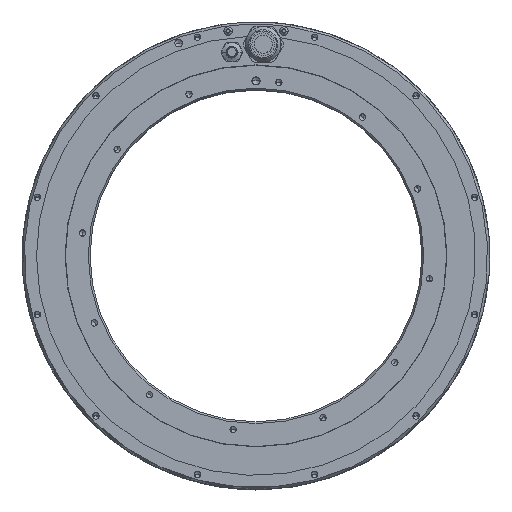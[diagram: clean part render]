
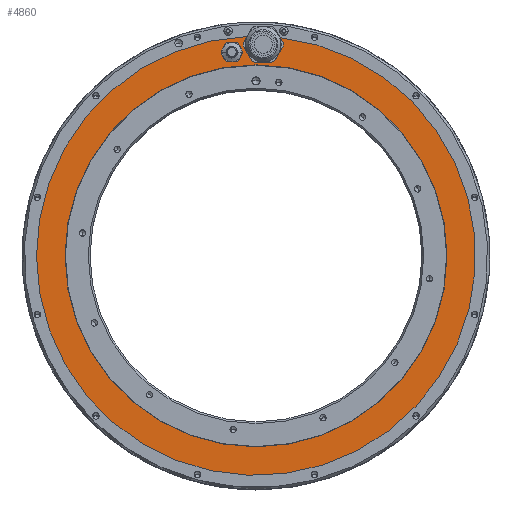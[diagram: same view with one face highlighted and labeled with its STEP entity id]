
A CAD part, top view. The second image highlights one B-rep face of the part: STEP entity #4860.
In plain terms, the highlighted planar face has unit normal (0, 0, 1).
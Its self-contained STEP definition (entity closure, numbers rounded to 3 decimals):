
#49=DIRECTION('',(0.5,-0.866,0.));
#50=VECTOR('',#49,3.137);
#51=CARTESIAN_POINT('',(-11.155,139.608,-0.15));
#52=LINE('',#51,#50);
#53=CARTESIAN_POINT('',(-16.,135.,-0.15));
#54=DIRECTION('',(0.,0.,1.));
#55=DIRECTION('',(0.725,0.689,0.));
#56=AXIS2_PLACEMENT_3D('',#53,#54,#55);
#58=DIRECTION('',(-1.,0.,0.));
#59=VECTOR('',#58,3.137);
#60=CARTESIAN_POINT('',(-14.431,141.5,-0.15));
#61=LINE('',#60,#59);
#62=CARTESIAN_POINT('',(-16.,135.,-0.15));
#63=DIRECTION('',(0.,0.,1.));
#64=DIRECTION('',(-0.235,0.972,0.));
#65=AXIS2_PLACEMENT_3D('',#62,#63,#64);
#67=DIRECTION('',(0.5,0.866,0.));
#68=VECTOR('',#67,3.137);
#69=CARTESIAN_POINT('',(-22.413,136.892,-0.15));
#70=LINE('',#69,#68);
#71=CARTESIAN_POINT('',(-16.,135.,-0.15));
#72=DIRECTION('',(0.,0.,1.));
#73=DIRECTION('',(-0.959,0.283,0.));
#74=AXIS2_PLACEMENT_3D('',#71,#72,#73);
#76=DIRECTION('',(-0.5,0.866,0.));
#77=VECTOR('',#76,3.137);
#78=CARTESIAN_POINT('',(-20.845,130.392,-0.15));
#79=LINE('',#78,#77);
#80=CARTESIAN_POINT('',(-16.,135.,-0.15));
#81=DIRECTION('',(0.,0.,1.));
#82=DIRECTION('',(-0.725,-0.689,0.));
#83=AXIS2_PLACEMENT_3D('',#80,#81,#82);
#85=DIRECTION('',(1.,0.,0.));
#86=VECTOR('',#85,3.137);
#87=CARTESIAN_POINT('',(-17.569,128.5,-0.15));
#88=LINE('',#87,#86);
#89=CARTESIAN_POINT('',(-16.,135.,-0.15));
#90=DIRECTION('',(0.,0.,1.));
#91=DIRECTION('',(0.235,-0.972,0.));
#92=AXIS2_PLACEMENT_3D('',#89,#90,#91);
#94=DIRECTION('',(-0.5,-0.866,0.));
#95=VECTOR('',#94,3.137);
#96=CARTESIAN_POINT('',(-9.587,133.108,-0.15));
#97=LINE('',#96,#95);
#98=CARTESIAN_POINT('',(-16.,135.,-0.15));
#99=DIRECTION('',(0.,0.,1.));
#100=DIRECTION('',(0.959,-0.283,0.));
#101=AXIS2_PLACEMENT_3D('',#98,#99,#100);
#103=CARTESIAN_POINT('',(4.8,140.2,-0.15));
#104=DIRECTION('',(0.,0.,1.));
#105=DIRECTION('',(-0.766,-0.643,0.));
#106=AXIS2_PLACEMENT_3D('',#103,#104,#105);
#108=DIRECTION('',(-1.,0.,0.));
#109=VECTOR('',#108,4.249);
#110=CARTESIAN_POINT('',(6.924,128.2,-0.15));
#111=LINE('',#110,#109);
#112=CARTESIAN_POINT('',(4.8,140.2,-0.15));
#113=DIRECTION('',(0.,0.,1.));
#114=DIRECTION('',(0.174,-0.985,0.));
#115=AXIS2_PLACEMENT_3D('',#112,#113,#114);
#117=DIRECTION('',(-0.5,-0.866,0.));
#118=VECTOR('',#117,4.249);
#119=CARTESIAN_POINT('',(16.255,136.04,-0.15));
#120=LINE('',#119,#118);
#121=CARTESIAN_POINT('',(4.8,140.2,-0.15));
#122=DIRECTION('',(0.,0.,1.));
#123=DIRECTION('',(0.94,-0.341,0.));
#124=AXIS2_PLACEMENT_3D('',#121,#122,#123);
#126=DIRECTION('',(0.5,-0.866,0.));
#127=VECTOR('',#126,0.283);
#128=CARTESIAN_POINT('',(16.113,144.605,-0.15));
#129=LINE('',#128,#127);
#130=DIRECTION('',(-0.5,-0.866,0.));
#131=VECTOR('',#130,1.17);
#132=CARTESIAN_POINT('',(-6.07,145.373,
-0.15));
#133=LINE('',#132,#131);
#134=CARTESIAN_POINT('',(4.8,140.2,-0.15));
#135=DIRECTION('',(0.,0.,1.));
#136=DIRECTION('',(-0.94,0.341,0.));
#137=AXIS2_PLACEMENT_3D('',#134,#135,#136);
#139=DIRECTION('',(0.5,-0.866,0.));
#140=VECTOR('',#139,4.249);
#141=CARTESIAN_POINT('',(-6.655,136.04,
-0.15));
#142=LINE('',#141,#140);
#152=CARTESIAN_POINT('',(0.,0.,-0.15));
#153=DIRECTION('',(0.,0.,1.));
#154=DIRECTION('',(-1.,0.,0.));
#155=AXIS2_PLACEMENT_3D('',#152,#153,#154);
#1651=CARTESIAN_POINT('',(0.,0.,-0.15));
#1652=DIRECTION('',(0.,0.,1.));
#1653=DIRECTION('',(-0.042,0.999,0.));
#1654=AXIS2_PLACEMENT_3D('',#1651,#1652,#1653);
#3155=CARTESIAN_POINT('',(0.,0.,-0.15));
#3156=DIRECTION('',(0.,0.,1.));
#3157=DIRECTION('',(1.,0.,0.));
#3158=AXIS2_PLACEMENT_3D('',#3155,#3156,#3157);
#4243=CARTESIAN_POINT('',(-126.575,0.,-0.15));
#4244=CARTESIAN_POINT('',(126.575,0.,-0.15));
#4245=VERTEX_POINT('',#4243);
#4246=VERTEX_POINT('',#4244);
#4415=CARTESIAN_POINT('',(-11.155,139.608,
-0.15));
#4416=CARTESIAN_POINT('',(-9.587,136.892,
-0.15));
#4417=VERTEX_POINT('',#4415);
#4418=VERTEX_POINT('',#4416);
#4419=CARTESIAN_POINT('',(-14.431,141.5,-0.15));
#4420=VERTEX_POINT('',#4419);
#4421=CARTESIAN_POINT('',(-17.569,141.5,-0.15));
#4422=VERTEX_POINT('',#4421);
#4423=CARTESIAN_POINT('',(-20.845,139.608,
-0.15));
#4424=VERTEX_POINT('',#4423);
#4425=CARTESIAN_POINT('',(-22.413,136.892,
-0.15));
#4426=VERTEX_POINT('',#4425);
#4427=CARTESIAN_POINT('',(-22.413,133.108,
-0.15));
#4428=VERTEX_POINT('',#4427);
#4429=CARTESIAN_POINT('',(-20.845,130.392,
-0.15));
#4430=VERTEX_POINT('',#4429);
#4431=CARTESIAN_POINT('',(-17.569,128.5,-0.15));
#4432=VERTEX_POINT('',#4431);
#4433=CARTESIAN_POINT('',(-14.431,128.5,-0.15));
#4434=VERTEX_POINT('',#4433);
#4435=CARTESIAN_POINT('',(-11.155,130.392,
-0.15));
#4436=VERTEX_POINT('',#4435);
#4437=CARTESIAN_POINT('',(-9.587,133.108,
-0.15));
#4438=VERTEX_POINT('',#4437);
#4607=CARTESIAN_POINT('',(-4.53,132.36,
-0.15));
#4608=CARTESIAN_POINT('',(2.676,128.2,-0.15));
#4609=VERTEX_POINT('',#4607);
#4610=VERTEX_POINT('',#4608);
#4611=CARTESIAN_POINT('',(-6.655,136.04,
-0.15));
#4612=VERTEX_POINT('',#4611);
#4613=CARTESIAN_POINT('',(-6.655,144.36,
-0.15));
#4614=VERTEX_POINT('',#4613);
#4615=CARTESIAN_POINT('',(-6.07,145.373,
-0.15));
#4616=VERTEX_POINT('',#4615);
#4617=CARTESIAN_POINT('',(16.113,144.605,
-0.15));
#4618=CARTESIAN_POINT('',(16.255,144.36,
-0.15));
#4619=VERTEX_POINT('',#4617);
#4620=VERTEX_POINT('',#4618);
#4621=CARTESIAN_POINT('',(16.255,136.04,
-0.15));
#4622=VERTEX_POINT('',#4621);
#4623=CARTESIAN_POINT('',(14.13,132.36,
-0.15));
#4624=VERTEX_POINT('',#4623);
#4625=CARTESIAN_POINT('',(6.924,128.2,-0.15));
#4626=VERTEX_POINT('',#4625);
#4802=CARTESIAN_POINT('',(0.,0.,-0.15));
#4803=DIRECTION('',(0.,0.,1.));
#4804=DIRECTION('',(1.,0.,0.));
#4805=AXIS2_PLACEMENT_3D('',#4802,#4803,#4804);
#4806=PLANE('',#4805);
#4808=ORIENTED_EDGE('',*,*,#4807,.T.);
#4810=ORIENTED_EDGE('',*,*,#4809,.F.);
#4812=ORIENTED_EDGE('',*,*,#4811,.T.);
#4814=ORIENTED_EDGE('',*,*,#4813,.F.);
#4816=ORIENTED_EDGE('',*,*,#4815,.T.);
#4818=ORIENTED_EDGE('',*,*,#4817,.F.);
#4820=ORIENTED_EDGE('',*,*,#4819,.F.);
#4822=ORIENTED_EDGE('',*,*,#4821,.T.);
#4824=ORIENTED_EDGE('',*,*,#4823,.T.);
#4826=ORIENTED_EDGE('',*,*,#4825,.T.);
#4827=EDGE_LOOP('',(#4808,#4810,#4812,#4814,#4816,#4818,#4820,#4822,#4824,
#4826));
#4828=FACE_OUTER_BOUND('',#4827,.F.);
#4830=ORIENTED_EDGE('',*,*,#4829,.F.);
#4832=ORIENTED_EDGE('',*,*,#4831,.T.);
#4834=ORIENTED_EDGE('',*,*,#4833,.T.);
#4836=ORIENTED_EDGE('',*,*,#4835,.T.);
#4838=ORIENTED_EDGE('',*,*,#4837,.F.);
#4839=ORIENTED_EDGE('',*,*,#4784,.T.);
#4841=ORIENTED_EDGE('',*,*,#4840,.F.);
#4843=ORIENTED_EDGE('',*,*,#4842,.T.);
#4845=ORIENTED_EDGE('',*,*,#4844,.T.);
#4847=ORIENTED_EDGE('',*,*,#4846,.T.);
#4849=ORIENTED_EDGE('',*,*,#4848,.F.);
#4851=ORIENTED_EDGE('',*,*,#4850,.T.);
#4852=EDGE_LOOP('',(#4830,#4832,#4834,#4836,#4838,#4839,#4841,#4843,#4845,#4847,
#4849,#4851));
#4853=FACE_BOUND('',#4852,.F.);
#4855=ORIENTED_EDGE('',*,*,#4854,.T.);
#4857=ORIENTED_EDGE('',*,*,#4856,.T.);
#4858=EDGE_LOOP('',(#4855,#4857));
#4859=FACE_BOUND('',#4858,.F.);
#4860=ADVANCED_FACE('',(#4828,#4853,#4859),#4806,.T.);
#57=CIRCLE('',#56,6.687);
#66=CIRCLE('',#65,6.687);
#75=CIRCLE('',#74,6.687);
#84=CIRCLE('',#83,6.687);
#93=CIRCLE('',#92,6.687);
#102=CIRCLE('',#101,6.687);
#107=CIRCLE('',#106,12.187);
#116=CIRCLE('',#115,12.187);
#125=CIRCLE('',#124,12.187);
#138=CIRCLE('',#137,12.187);
#156=CIRCLE('',#155,126.575);
#1655=CIRCLE('',#1654,145.5);
#3159=CIRCLE('',#3158,126.575);
#4784=EDGE_CURVE('',#4426,#4428,#75,.T.);
#4807=EDGE_CURVE('',#4609,#4610,#107,.T.);
#4809=EDGE_CURVE('',#4626,#4610,#111,.T.);
#4811=EDGE_CURVE('',#4626,#4624,#116,.T.);
#4813=EDGE_CURVE('',#4622,#4624,#120,.T.);
#4815=EDGE_CURVE('',#4622,#4620,#125,.T.);
#4817=EDGE_CURVE('',#4619,#4620,#129,.T.);
#4819=EDGE_CURVE('',#4616,#4619,#1655,.T.);
#4821=EDGE_CURVE('',#4616,#4614,#133,.T.);
#4823=EDGE_CURVE('',#4614,#4612,#138,.T.);
#4825=EDGE_CURVE('',#4612,#4609,#142,.T.);
#4829=EDGE_CURVE('',#4417,#4418,#52,.T.);
#4831=EDGE_CURVE('',#4417,#4420,#57,.T.);
#4833=EDGE_CURVE('',#4420,#4422,#61,.T.);
#4835=EDGE_CURVE('',#4422,#4424,#66,.T.);
#4837=EDGE_CURVE('',#4426,#4424,#70,.T.);
#4840=EDGE_CURVE('',#4430,#4428,#79,.T.);
#4842=EDGE_CURVE('',#4430,#4432,#84,.T.);
#4844=EDGE_CURVE('',#4432,#4434,#88,.T.);
#4846=EDGE_CURVE('',#4434,#4436,#93,.T.);
#4848=EDGE_CURVE('',#4438,#4436,#97,.T.);
#4850=EDGE_CURVE('',#4438,#4418,#102,.T.);
#4854=EDGE_CURVE('',#4245,#4246,#156,.T.);
#4856=EDGE_CURVE('',#4246,#4245,#3159,.T.);
